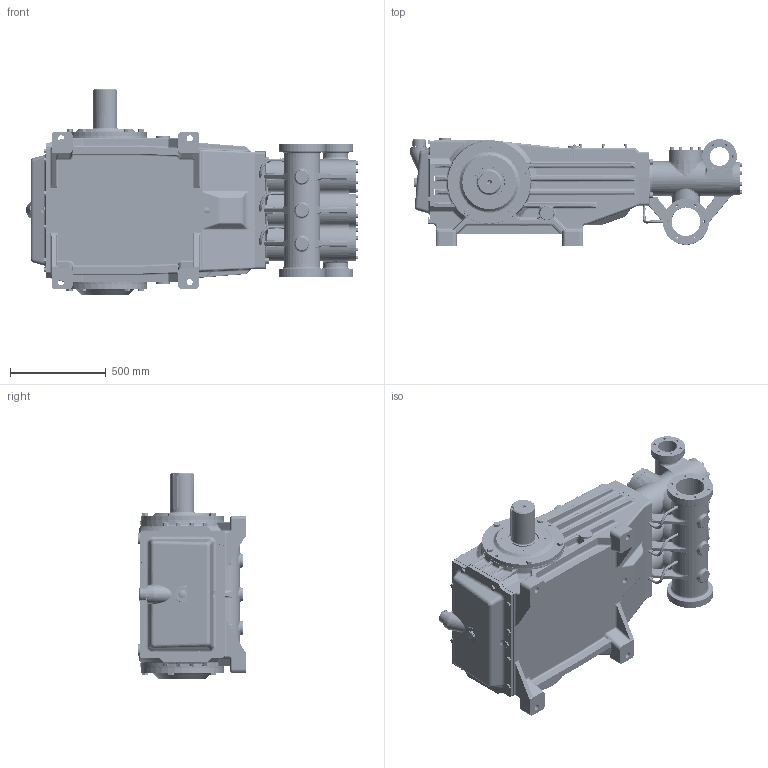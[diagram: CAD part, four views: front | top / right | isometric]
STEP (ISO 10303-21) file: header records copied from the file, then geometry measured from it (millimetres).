
FILE_DESCRIPTION (( 'STEP AP203' ), '1' );
FILE_NAME ('RAM 150 JOHN.STEP', '2016-04-28T17:46:29', ( 'IT' ), ( 'Microsoft' ), 'SwSTEP 2.0', 'SolidWorks 2016', '' );
FILE_SCHEMA (( 'CONFIG_CONTROL_DESIGN' ));
Products named in the file (1): RAM 150 JOHN
Bounding box: 1730.2 x 560 x 1068.95 mm (x, y, z)
Surface area: 7324057.5 mm2 (no closed solid volume)
Topology: 0 solids, 286 shells, 3142 faces, 16519 edges, 13380 vertices
Faces by surface type: plane 1085, cylinder 840, bspline 477, cone 382, torus 256, sphere 102
Entity records: 226967 total; most frequent: CARTESIAN_POINT 112276, ORIENTED_EDGE 22337, DIRECTION 19208, EDGE_CURVE 16403, VERTEX_POINT 13368, VECTOR 6766, LINE 6766, AXIS2_PLACEMENT_3D 6221
